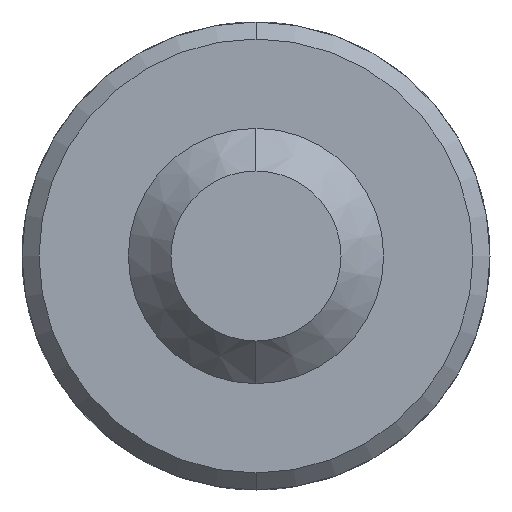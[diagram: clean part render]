
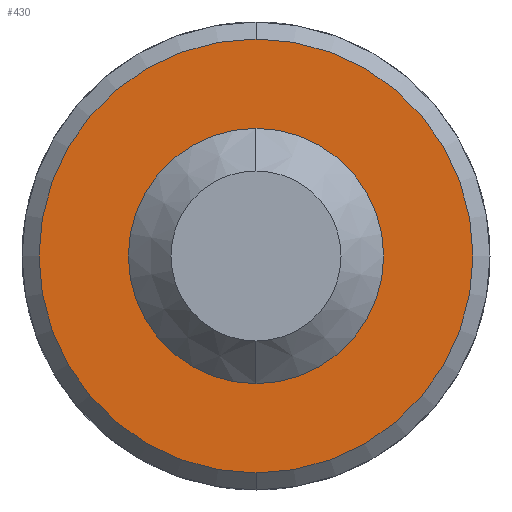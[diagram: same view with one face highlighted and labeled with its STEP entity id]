
A CAD part, left-side view. The second image highlights one B-rep face of the part: STEP entity #430.
In plain terms, the highlighted planar face has unit normal (-1, 0, 0).
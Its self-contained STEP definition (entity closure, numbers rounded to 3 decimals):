
#116=CARTESIAN_POINT('',(-2.5,0.,0.));
#117=DIRECTION('',(-1.,0.,0.));
#118=DIRECTION('',(0.,0.,-1.));
#119=AXIS2_PLACEMENT_3D('',#116,#117,#118);
#121=CARTESIAN_POINT('',(-2.5,0.,0.));
#122=DIRECTION('',(-1.,0.,0.));
#123=DIRECTION('',(0.,0.,1.));
#124=AXIS2_PLACEMENT_3D('',#121,#122,#123);
#126=CARTESIAN_POINT('',(-2.5,0.,0.));
#127=DIRECTION('',(1.,0.,0.));
#128=DIRECTION('',(0.,0.,-1.));
#129=AXIS2_PLACEMENT_3D('',#126,#127,#128);
#131=CARTESIAN_POINT('',(-2.5,0.,0.));
#132=DIRECTION('',(1.,0.,0.));
#133=DIRECTION('',(0.,0.,1.));
#134=AXIS2_PLACEMENT_3D('',#131,#132,#133);
#218=CARTESIAN_POINT('',(-2.5,0.,-2.55));
#220=VERTEX_POINT('',#218);
#227=CARTESIAN_POINT('',(-2.5,0.,2.55));
#228=VERTEX_POINT('',#227);
#230=CARTESIAN_POINT('',(-2.5,0.,-1.2));
#232=VERTEX_POINT('',#230);
#234=CARTESIAN_POINT('',(-2.5,0.,1.2));
#236=VERTEX_POINT('',#234);
#414=CARTESIAN_POINT('',(-2.5,1.2,0.));
#415=DIRECTION('',(1.,0.,0.));
#416=DIRECTION('',(0.,0.,-1.));
#417=AXIS2_PLACEMENT_3D('',#414,#415,#416);
#418=PLANE('',#417);
#420=ORIENTED_EDGE('',*,*,#419,.F.);
#421=ORIENTED_EDGE('',*,*,#404,.F.);
#422=EDGE_LOOP('',(#420,#421));
#423=FACE_OUTER_BOUND('',#422,.F.);
#425=ORIENTED_EDGE('',*,*,#424,.F.);
#427=ORIENTED_EDGE('',*,*,#426,.F.);
#428=EDGE_LOOP('',(#425,#427));
#429=FACE_BOUND('',#428,.F.);
#430=ADVANCED_FACE('',(#423,#429),#418,.F.);
#120=CIRCLE('',#119,2.55);
#125=CIRCLE('',#124,2.55);
#130=CIRCLE('',#129,1.2);
#135=CIRCLE('',#134,1.2);
#404=EDGE_CURVE('',#228,#220,#125,.T.);
#419=EDGE_CURVE('',#220,#228,#120,.T.);
#424=EDGE_CURVE('',#232,#236,#130,.T.);
#426=EDGE_CURVE('',#236,#232,#135,.T.);
